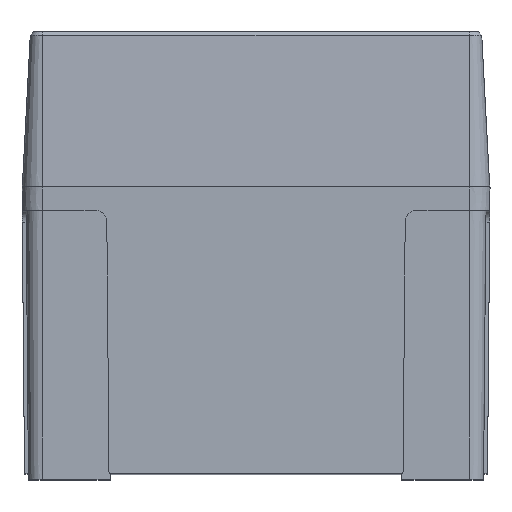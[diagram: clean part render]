
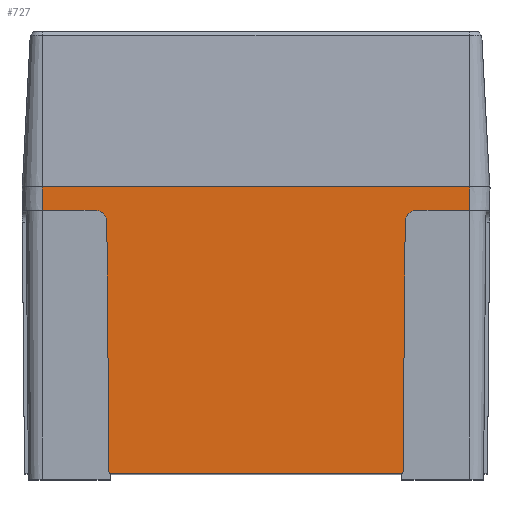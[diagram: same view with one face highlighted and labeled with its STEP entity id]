
A CAD part, top view. The second image highlights one B-rep face of the part: STEP entity #727.
In plain terms, the highlighted planar face has unit normal (0, -0.009, 1).
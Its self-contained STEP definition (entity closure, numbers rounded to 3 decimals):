
#144 = CARTESIAN_POINT ( 'NONE',  ( -36.55, -49., 64.622 ) ) ;
#186 = VECTOR ( 'NONE', #2870, 1000. ) ;
#329 = EDGE_LOOP ( 'NONE', ( #7796, #7433, #9271, #4433, #8857, #11522, #1253, #3576, #3396, #2687 ) ) ;
#340 = CARTESIAN_POINT ( 'NONE',  ( 25.543, -4.819, 65.008 ) ) ;
#727 = ADVANCED_FACE ( 'NONE', ( #10701 ), #1525, .T. ) ;
#838 = CARTESIAN_POINT ( 'NONE',  ( 36.55, 0., 65.05 ) ) ;
#870 = DIRECTION ( 'NONE',  ( -0.009, 1., 0.009 ) ) ;
#1109 = EDGE_CURVE ( 'NONE', #8630, #4607, #1790, .T. ) ;
#1253 = ORIENTED_EDGE ( 'NONE', *, *, #2848, .T. ) ;
#1504 = CARTESIAN_POINT ( 'NONE',  ( 27.533, -4., 65.015 ) ) ;
#1525 = PLANE ( 'NONE',  #7053 ) ;
#1736 = CARTESIAN_POINT ( 'NONE',  ( -36.55, 0., 65.05 ) ) ;
#1790 = LINE ( 'NONE', #1736, #6112 ) ;
#2002 = LINE ( 'NONE', #5486, #5380 ) ;
#2016 =( BOUNDED_CURVE ( )  B_SPLINE_CURVE ( 3, ( #4235, #7011, #8044, #2469 ),
 .UNSPECIFIED., .F., .T. ) 
 B_SPLINE_CURVE_WITH_KNOTS ( ( 4, 4 ),
 ( 3.142, 4.704 ),
 .UNSPECIFIED. ) 
 CURVE ( )  GEOMETRIC_REPRESENTATION_ITEM ( )  RATIONAL_B_SPLINE_CURVE ( ( 1., 0.807, 0.807, 1. ) ) 
 REPRESENTATION_ITEM ( '' )  );
#2257 = LINE ( 'NONE', #11472, #3808 ) ;
#2392 = CARTESIAN_POINT ( 'NONE',  ( -36.55, 0., 65.05 ) ) ;
#2469 = CARTESIAN_POINT ( 'NONE',  ( -25.533, -5.983, 64.998 ) ) ;
#2687 = ORIENTED_EDGE ( 'NONE', *, *, #8787, .T. ) ;
#2848 = EDGE_CURVE ( 'NONE', #8630, #2881, #3606, .T. ) ;
#2870 = DIRECTION ( 'NONE',  ( 1., 0., 0. ) ) ;
#2881 = VERTEX_POINT ( 'NONE', #3852 ) ;
#2899 = CARTESIAN_POINT ( 'NONE',  ( 36.55, 0., 65.05 ) ) ;
#3274 = VERTEX_POINT ( 'NONE', #2899 ) ;
#3311 = LINE ( 'NONE', #5239, #5149 ) ;
#3396 = ORIENTED_EDGE ( 'NONE', *, *, #5002, .F. ) ;
#3488 = CARTESIAN_POINT ( 'NONE',  ( 27.533, -4., 65.015 ) ) ;
#3576 = ORIENTED_EDGE ( 'NONE', *, *, #8174, .T. ) ;
#3606 = LINE ( 'NONE', #8340, #186 ) ;
#3751 = EDGE_CURVE ( 'NONE', #4607, #3274, #2002, .T. ) ;
#3808 = VECTOR ( 'NONE', #11528, 1000. ) ;
#3852 = CARTESIAN_POINT ( 'NONE',  ( -27.533, -4., 65.015 ) ) ;
#4235 = CARTESIAN_POINT ( 'NONE',  ( -27.533, -4., 65.015 ) ) ;
#4433 = ORIENTED_EDGE ( 'NONE', *, *, #8240, .T. ) ;
#4607 = VERTEX_POINT ( 'NONE', #8444 ) ;
#4782 = DIRECTION ( 'NONE',  ( 1., 0., 0. ) ) ;
#4848 = VERTEX_POINT ( 'NONE', #1504 ) ;
#4852 = LINE ( 'NONE', #144, #9803 ) ;
#5002 = EDGE_CURVE ( 'NONE', #9509, #10876, #6814, .T. ) ;
#5149 = VECTOR ( 'NONE', #5985, 1000. ) ;
#5171 = DIRECTION ( 'NONE',  ( 0., -1., -0.009 ) ) ;
#5239 = CARTESIAN_POINT ( 'NONE',  ( -36.55, -4., 65.015 ) ) ;
#5290 = CARTESIAN_POINT ( 'NONE',  ( -25.533, -5.983, 64.998 ) ) ;
#5338 = CARTESIAN_POINT ( 'NONE',  ( 25.157, -49., 64.622 ) ) ;
#5380 = VECTOR ( 'NONE', #4782, 1000. ) ;
#5390 = DIRECTION ( 'NONE',  ( 0., 1., 0.009 ) ) ;
#5486 = CARTESIAN_POINT ( 'NONE',  ( -36.55, 0., 65.05 ) ) ;
#5711 =( BOUNDED_CURVE ( )  B_SPLINE_CURVE ( 3, ( #10676, #340, #10622, #3488 ),
 .UNSPECIFIED., .F., .T. ) 
 B_SPLINE_CURVE_WITH_KNOTS ( ( 4, 4 ),
 ( 1.58, 3.142 ),
 .UNSPECIFIED. ) 
 CURVE ( )  GEOMETRIC_REPRESENTATION_ITEM ( )  RATIONAL_B_SPLINE_CURVE ( ( 1., 0.807, 0.807, 1. ) ) 
 REPRESENTATION_ITEM ( '' )  );
#5985 = DIRECTION ( 'NONE',  ( -1., 0., 0. ) ) ;
#6084 = DIRECTION ( 'NONE',  ( 0., -0.009, 1. ) ) ;
#6112 = VECTOR ( 'NONE', #5390, 1000. ) ;
#6538 = DIRECTION ( 'NONE',  ( 1., 0., 0. ) ) ;
#6814 = LINE ( 'NONE', #11307, #8125 ) ;
#6984 = VERTEX_POINT ( 'NONE', #9668 ) ;
#7011 = CARTESIAN_POINT ( 'NONE',  ( -26.369, -4., 65.015 ) ) ;
#7053 = AXIS2_PLACEMENT_3D ( 'NONE', #2392, #6084, #5171 ) ;
#7200 = CARTESIAN_POINT ( 'NONE',  ( -36.55, -4., 65.015 ) ) ;
#7433 = ORIENTED_EDGE ( 'NONE', *, *, #8984, .T. ) ;
#7796 = ORIENTED_EDGE ( 'NONE', *, *, #8985, .F. ) ;
#8044 = CARTESIAN_POINT ( 'NONE',  ( -25.543, -4.819, 65.008 ) ) ;
#8125 = VECTOR ( 'NONE', #870, 1000. ) ;
#8174 = EDGE_CURVE ( 'NONE', #2881, #10876, #2016, .T. ) ;
#8240 = EDGE_CURVE ( 'NONE', #6984, #3274, #11002, .T. ) ;
#8340 = CARTESIAN_POINT ( 'NONE',  ( -36.55, -4., 65.015 ) ) ;
#8444 = CARTESIAN_POINT ( 'NONE',  ( -36.55, 0., 65.05 ) ) ;
#8630 = VERTEX_POINT ( 'NONE', #7200 ) ;
#8787 = EDGE_CURVE ( 'NONE', #9509, #11914, #4852, .T. ) ;
#8857 = ORIENTED_EDGE ( 'NONE', *, *, #3751, .F. ) ;
#8984 = EDGE_CURVE ( 'NONE', #11358, #4848, #5711, .T. ) ;
#8985 = EDGE_CURVE ( 'NONE', #11358, #11914, #2257, .T. ) ;
#9101 = EDGE_CURVE ( 'NONE', #6984, #4848, #3311, .T. ) ;
#9271 = ORIENTED_EDGE ( 'NONE', *, *, #9101, .F. ) ;
#9509 = VERTEX_POINT ( 'NONE', #9834 ) ;
#9598 = VECTOR ( 'NONE', #10020, 1000. ) ;
#9668 = CARTESIAN_POINT ( 'NONE',  ( 36.55, -4., 65.015 ) ) ;
#9803 = VECTOR ( 'NONE', #6538, 1000. ) ;
#9834 = CARTESIAN_POINT ( 'NONE',  ( -25.157, -49., 64.622 ) ) ;
#10020 = DIRECTION ( 'NONE',  ( 0., 1., 0.009 ) ) ;
#10622 = CARTESIAN_POINT ( 'NONE',  ( 26.369, -4., 65.015 ) ) ;
#10676 = CARTESIAN_POINT ( 'NONE',  ( 25.533, -5.983, 64.998 ) ) ;
#10701 = FACE_OUTER_BOUND ( 'NONE', #329, .T. ) ;
#10876 = VERTEX_POINT ( 'NONE', #5290 ) ;
#11002 = LINE ( 'NONE', #838, #9598 ) ;
#11110 = CARTESIAN_POINT ( 'NONE',  ( 25.533, -5.983, 64.998 ) ) ;
#11307 = CARTESIAN_POINT ( 'NONE',  ( -25.586, 0.096, 65.051 ) ) ;
#11358 = VERTEX_POINT ( 'NONE', #11110 ) ;
#11472 = CARTESIAN_POINT ( 'NONE',  ( 25.58, -0.542, 65.045 ) ) ;
#11522 = ORIENTED_EDGE ( 'NONE', *, *, #1109, .F. ) ;
#11528 = DIRECTION ( 'NONE',  ( -0.009, -1., -0.009 ) ) ;
#11914 = VERTEX_POINT ( 'NONE', #5338 ) ;
